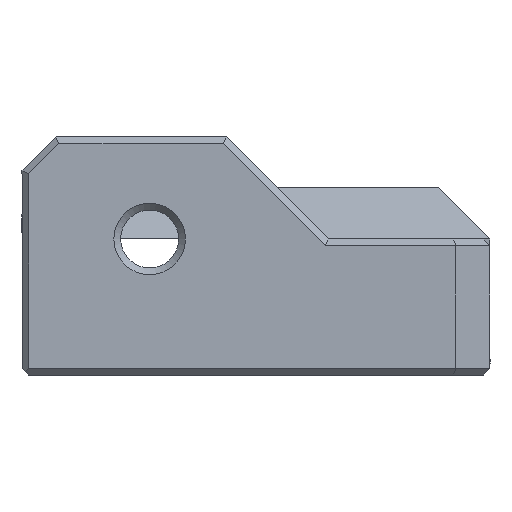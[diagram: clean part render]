
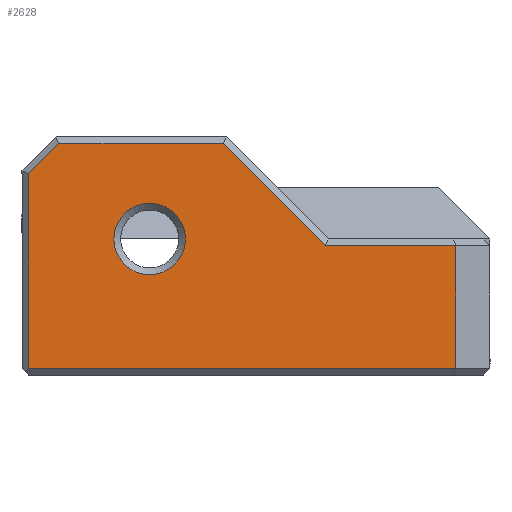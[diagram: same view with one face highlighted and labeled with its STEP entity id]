
A CAD part, left-side view. The second image highlights one B-rep face of the part: STEP entity #2628.
In plain terms, the highlighted planar face has unit normal (-1, 0, 0).
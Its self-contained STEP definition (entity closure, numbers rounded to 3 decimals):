
#24=FACE_BOUND('',#326,.T.);
#61=CIRCLE('',#2818,2.1);
#171=FACE_OUTER_BOUND('',#325,.T.);
#325=EDGE_LOOP('',(#2037,#2038,#2039,#2040,#2041,#2042,#2043));
#326=EDGE_LOOP('',(#2044));
#542=LINE('',#3966,#873);
#578=LINE('',#4049,#909);
#580=LINE('',#4052,#911);
#581=LINE('',#4055,#912);
#582=LINE('',#4057,#913);
#583=LINE('',#4059,#914);
#584=LINE('',#4060,#915);
#873=VECTOR('',#3219,10.);
#909=VECTOR('',#3295,10.);
#911=VECTOR('',#3299,10.);
#912=VECTOR('',#3302,1000.);
#913=VECTOR('',#3303,1000.);
#914=VECTOR('',#3304,1000.);
#915=VECTOR('',#3305,1000.);
#1140=VERTEX_POINT('',#3887);
#1164=VERTEX_POINT('',#3962);
#1190=VERTEX_POINT('',#4046);
#1191=VERTEX_POINT('',#4048);
#1192=VERTEX_POINT('',#4054);
#1193=VERTEX_POINT('',#4056);
#1194=VERTEX_POINT('',#4058);
#1195=VERTEX_POINT('',#4061);
#1454=EDGE_CURVE('',#1164,#1140,#542,.T.);
#1495=EDGE_CURVE('',#1190,#1191,#578,.T.);
#1497=EDGE_CURVE('',#1191,#1164,#580,.T.);
#1498=EDGE_CURVE('',#1190,#1192,#581,.T.);
#1499=EDGE_CURVE('',#1192,#1193,#582,.T.);
#1500=EDGE_CURVE('',#1193,#1194,#583,.T.);
#1501=EDGE_CURVE('',#1194,#1140,#584,.T.);
#1502=EDGE_CURVE('',#1195,#1195,#61,.T.);
#2037=ORIENTED_EDGE('',*,*,#1497,.F.);
#2038=ORIENTED_EDGE('',*,*,#1495,.F.);
#2039=ORIENTED_EDGE('',*,*,#1498,.T.);
#2040=ORIENTED_EDGE('',*,*,#1499,.T.);
#2041=ORIENTED_EDGE('',*,*,#1500,.T.);
#2042=ORIENTED_EDGE('',*,*,#1501,.T.);
#2043=ORIENTED_EDGE('',*,*,#1454,.F.);
#2044=ORIENTED_EDGE('',*,*,#1502,.T.);
#2487=PLANE('',#2817);
#2628=ADVANCED_FACE('',(#171,#24),#2487,.T.);
#2817=AXIS2_PLACEMENT_3D('',#4053,#3300,#3301);
#2818=AXIS2_PLACEMENT_3D('',#4062,#3306,#3307);
#3219=DIRECTION('',(0.,0.,-1.));
#3295=DIRECTION('',(0.,-0.707,-0.707));
#3299=DIRECTION('',(0.,-1.,0.));
#3300=DIRECTION('center_axis',(-1.,0.,0.));
#3301=DIRECTION('ref_axis',(0.,0.,
1.));
#3302=DIRECTION('',(0.,1.,0.));
#3303=DIRECTION('',(0.,0.707,-0.707));
#3304=DIRECTION('',(0.,0.,-1.));
#3305=DIRECTION('',(0.,-1.,0.));
#3306=DIRECTION('center_axis',(1.,0.,0.));
#3307=DIRECTION('ref_axis',(0.,0.,
-1.));
#3887=CARTESIAN_POINT('',(-45.998,37.5,58.6));
#3962=CARTESIAN_POINT('',(-45.998,37.5,65.8));
#3966=CARTESIAN_POINT('',(-45.998,37.5,70.2));
#4046=CARTESIAN_POINT('',(-45.998,51.166,71.8));
#4048=CARTESIAN_POINT('',(-45.998,45.166,65.8));
#4049=CARTESIAN_POINT('',(-45.998,51.283,71.917));
#4052=CARTESIAN_POINT('',(-45.998,62.9,65.8));
#4053=CARTESIAN_POINT('Origin',(-45.998,63.,66.2));
#4054=CARTESIAN_POINT('',(-45.998,60.834,71.8));
#4055=CARTESIAN_POINT('',(-45.998,63.,71.8));
#4056=CARTESIAN_POINT('',(-45.998,62.6,70.034));
#4057=CARTESIAN_POINT('',(-45.998,65.717,66.917));
#4058=CARTESIAN_POINT('',(-45.998,62.6,58.6));
#4059=CARTESIAN_POINT('',(-45.998,62.6,51.2));
#4060=CARTESIAN_POINT('',(-45.998,46.566,58.6));
#4061=CARTESIAN_POINT('',(-45.998,57.6,66.2));
#4062=CARTESIAN_POINT('Origin',(-45.998,55.5,66.2));
